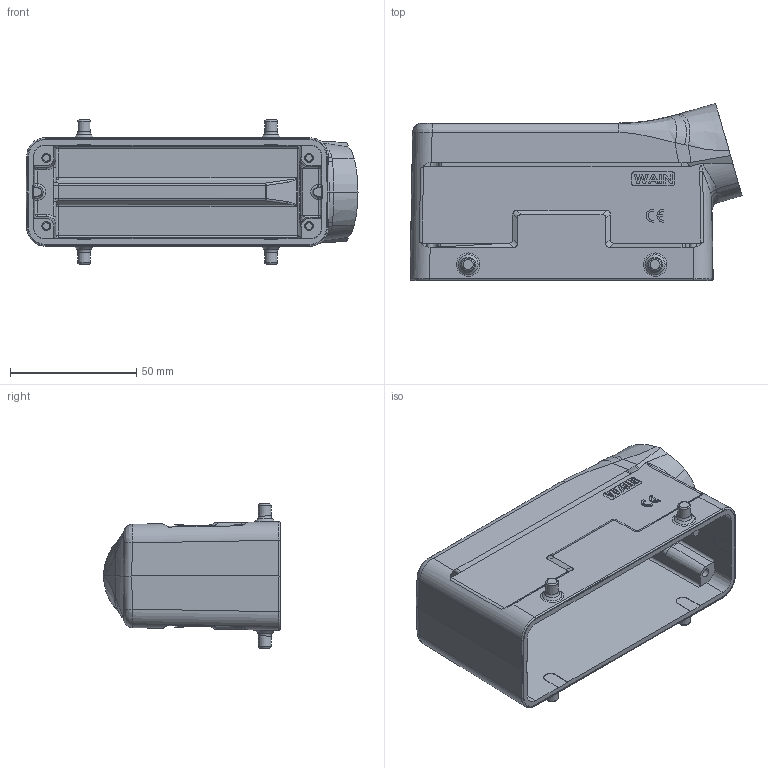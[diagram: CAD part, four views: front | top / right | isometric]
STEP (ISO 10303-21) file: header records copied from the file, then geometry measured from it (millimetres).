
FILE_DESCRIPTION(/* description */ (''),/* implementation_level */ '2;1');
FILE_NAME(/* name */ '3D_1241245301003_WV24B-SE-4B-PG21_V1.1.stp',/* time_stamp */ '2023-12-19T14:28:32+08:00',/* author */ (''),/* organization */ (''),/* preprocessor_version */ 'ST-DEVELOPER v18.1',/* originating_system */ 'SIEMENS PLM Software NX 1980',/* authorisation */ '');
FILE_SCHEMA (('AP203_CONFIGURATION_CONTROLLED_3D_DESIGN_OF_MECHANICAL_PARTS_AND_ASSEMBLIES_MIM_LF { 1 0 10303 403 2 1 2}'));
Length unit declared in the file: millimetre
Products named in the file (1): 3D_1241245301001_WV24B-SE-4B-M25_V1.1_stp
Bounding box: 131.4 x 70.04 x 57 mm (x, y, z)
Volume: 76076.5 mm3; surface area: 48211.6 mm2
Topology: 1 solids, 1 shells, 398 faces, 1026 edges, 647 vertices
Faces by surface type: plane 203, cylinder 107, bspline 38, cone 20, torus 16, sphere 14
Full cylindrical faces by diameter (mm): 2.7 x4, 3.5 x4, 24 x1, 26.9 x1
Entity records: 13667 total; most frequent: CARTESIAN_POINT 4262, ORIENTED_EDGE 1932, DIRECTION 1802, EDGE_CURVE 966, VERTEX_POINT 630, LINE 604, VECTOR 604, AXIS2_PLACEMENT_3D 599
